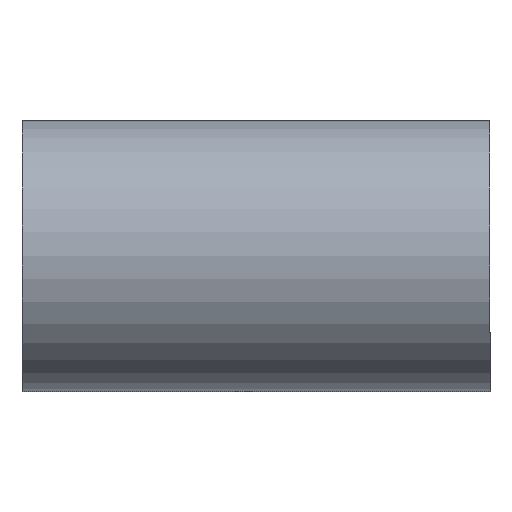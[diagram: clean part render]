
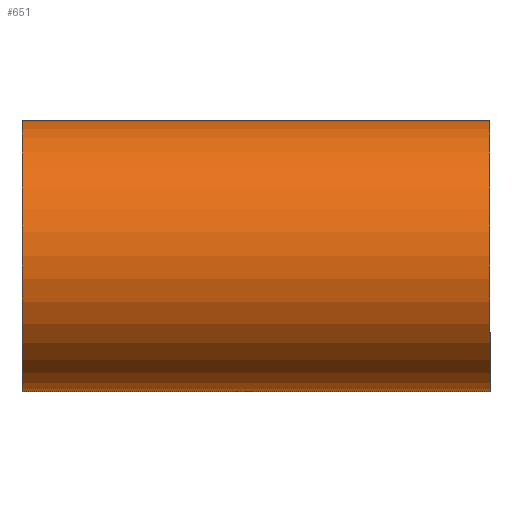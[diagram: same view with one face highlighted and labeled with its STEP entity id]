
A CAD part, top view. The second image highlights one B-rep face of the part: STEP entity #651.
In plain terms, the highlighted cylindrical face has radius 19.844 mm (diameter 39.688 mm), a partial arc.
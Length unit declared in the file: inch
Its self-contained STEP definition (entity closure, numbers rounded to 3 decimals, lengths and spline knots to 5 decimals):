
#34 = EDGE_CURVE ( 'NONE', #127, #275, #401, .T. ) ;
#53 = AXIS2_PLACEMENT_3D ( 'NONE', #418, #289, #395 ) ;
#59 = DIRECTION ( 'NONE',  ( 1., 0., 0. ) ) ;
#93 = EDGE_CURVE ( 'NONE', #143, #134, #105, .T. ) ;
#105 = CIRCLE ( 'NONE', #53, 0.78125 ) ;
#111 = FACE_OUTER_BOUND ( 'NONE', #346, .T. ) ;
#127 = VERTEX_POINT ( 'NONE', #240 ) ;
#134 = VERTEX_POINT ( 'NONE', #320 ) ;
#143 = VERTEX_POINT ( 'NONE', #560 ) ;
#156 = DIRECTION ( 'NONE',  ( 0., 1., 0. ) ) ;
#173 = DIRECTION ( 'NONE',  ( 1., 0., 0. ) ) ;
#203 = CYLINDRICAL_SURFACE ( 'NONE', #514, 0.78125 ) ;
#240 = CARTESIAN_POINT ( 'NONE',  ( -2.69685, 0.78125, 0. ) ) ;
#262 = CARTESIAN_POINT ( 'NONE',  ( 0., 0., 0. ) ) ;
#265 = DIRECTION ( 'NONE',  ( 1., 0., 0. ) ) ;
#275 = VERTEX_POINT ( 'NONE', #483 ) ;
#277 = EDGE_CURVE ( 'NONE', #127, #143, #422, .T. ) ;
#286 = ORIENTED_EDGE ( 'NONE', *, *, #277, .F. ) ;
#289 = DIRECTION ( 'NONE',  ( 1., 0., 0. ) ) ;
#310 = CARTESIAN_POINT ( 'NONE',  ( -2.69685, 0., 0. ) ) ;
#312 = AXIS2_PLACEMENT_3D ( 'NONE', #310, #59, #156 ) ;
#320 = CARTESIAN_POINT ( 'NONE',  ( 0., -0.78125, 0. ) ) ;
#346 = EDGE_LOOP ( 'NONE', ( #470, #592, #497, #286 ) ) ;
#377 = DIRECTION ( 'NONE',  ( 1., 0., 0. ) ) ;
#379 = CARTESIAN_POINT ( 'NONE',  ( 0., -0.78125, 0. ) ) ;
#395 = DIRECTION ( 'NONE',  ( 0., 1., 0. ) ) ;
#399 = EDGE_CURVE ( 'NONE', #275, #134, #580, .T. ) ;
#401 = CIRCLE ( 'NONE', #312, 0.78125 ) ;
#418 = CARTESIAN_POINT ( 'NONE',  ( 0., 0., 0. ) ) ;
#422 = LINE ( 'NONE', #469, #454 ) ;
#454 = VECTOR ( 'NONE', #377, 39.37008 ) ;
#469 = CARTESIAN_POINT ( 'NONE',  ( 0., 0.78125, 0. ) ) ;
#470 = ORIENTED_EDGE ( 'NONE', *, *, #34, .T. ) ;
#471 = DIRECTION ( 'NONE',  ( 0., 1., 0. ) ) ;
#483 = CARTESIAN_POINT ( 'NONE',  ( -2.69685, -0.78125, 0. ) ) ;
#497 = ORIENTED_EDGE ( 'NONE', *, *, #93, .F. ) ;
#514 = AXIS2_PLACEMENT_3D ( 'NONE', #262, #265, #471 ) ;
#560 = CARTESIAN_POINT ( 'NONE',  ( 0., 0.78125, 0. ) ) ;
#580 = LINE ( 'NONE', #379, #645 ) ;
#592 = ORIENTED_EDGE ( 'NONE', *, *, #399, .T. ) ;
#645 = VECTOR ( 'NONE', #173, 39.37008 ) ;
#651 = ADVANCED_FACE ( 'NONE', ( #111 ), #203, .T. ) ;
